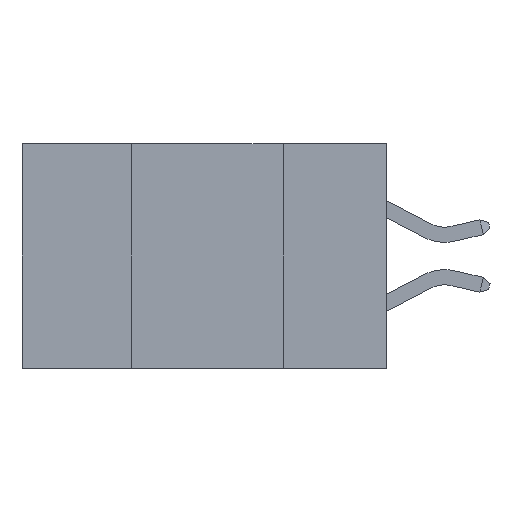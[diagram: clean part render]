
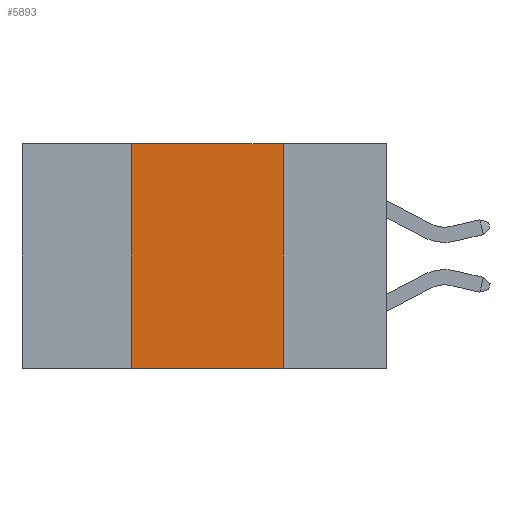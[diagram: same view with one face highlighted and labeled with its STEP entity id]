
A CAD part, left-side view. The second image highlights one B-rep face of the part: STEP entity #5893.
In plain terms, the highlighted planar face has unit normal (-1, 0, 0).
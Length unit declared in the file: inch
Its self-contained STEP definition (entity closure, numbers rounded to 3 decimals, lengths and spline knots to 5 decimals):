
#804 = ORIENTED_EDGE ( 'NONE', *, *, #13939, .F. ) ;
#1040 = ORIENTED_EDGE ( 'NONE', *, *, #13739, .T. ) ;
#1417 = LINE ( 'NONE', #23264, #23461 ) ;
#1868 = DIRECTION ( 'NONE',  ( 0., -1., 0. ) ) ;
#2424 = DIRECTION ( 'NONE',  ( 0., 0., 1. ) ) ;
#2731 = VECTOR ( 'NONE', #12449, 39.37008 ) ;
#3594 = EDGE_LOOP ( 'NONE', ( #4051, #9972, #804, #1040 ) ) ;
#4051 = ORIENTED_EDGE ( 'NONE', *, *, #19595, .F. ) ;
#4363 = FACE_OUTER_BOUND ( 'NONE', #3594, .T. ) ;
#4787 = VERTEX_POINT ( 'NONE', #26347 ) ;
#5893 = ADVANCED_FACE ( 'NONE', ( #4363 ), #6285, .F. ) ;
#6285 = PLANE ( 'NONE',  #12404 ) ;
#8057 = CARTESIAN_POINT ( 'NONE',  ( 0., 0.6, 0. ) ) ;
#9972 = ORIENTED_EDGE ( 'NONE', *, *, #19564, .F. ) ;
#10449 = CARTESIAN_POINT ( 'NONE',  ( 0., 0.6, -0.37 ) ) ;
#10612 = VERTEX_POINT ( 'NONE', #12687 ) ;
#10707 = CARTESIAN_POINT ( 'NONE',  ( 0., 0.17, 0. ) ) ;
#11805 = VECTOR ( 'NONE', #1868, 39.37008 ) ;
#12404 = AXIS2_PLACEMENT_3D ( 'NONE', #16861, #21248, #25753 ) ;
#12449 = DIRECTION ( 'NONE',  ( 0., -1., 0. ) ) ;
#12687 = CARTESIAN_POINT ( 'NONE',  ( 0., 0.42, 0. ) ) ;
#13739 = EDGE_CURVE ( 'NONE', #16000, #4787, #15469, .T. ) ;
#13939 = EDGE_CURVE ( 'NONE', #16000, #10612, #20466, .T. ) ;
#15036 = CARTESIAN_POINT ( 'NONE',  ( 0., 0.42, 0. ) ) ;
#15469 = LINE ( 'NONE', #10449, #11805 ) ;
#16000 = VERTEX_POINT ( 'NONE', #26565 ) ;
#16861 = CARTESIAN_POINT ( 'NONE',  ( 0., 0.6, 0. ) ) ;
#18883 = DIRECTION ( 'NONE',  ( 0., 0., -1. ) ) ;
#19497 = VECTOR ( 'NONE', #2424, 39.37008 ) ;
#19564 = EDGE_CURVE ( 'NONE', #10612, #23781, #21820, .T. ) ;
#19595 = EDGE_CURVE ( 'NONE', #23781, #4787, #1417, .T. ) ;
#20466 = LINE ( 'NONE', #15036, #19497 ) ;
#21248 = DIRECTION ( 'NONE',  ( 1., 0., 0. ) ) ;
#21820 = LINE ( 'NONE', #8057, #2731 ) ;
#23264 = CARTESIAN_POINT ( 'NONE',  ( 0., 0.17, 0. ) ) ;
#23461 = VECTOR ( 'NONE', #18883, 39.37008 ) ;
#23781 = VERTEX_POINT ( 'NONE', #10707 ) ;
#25753 = DIRECTION ( 'NONE',  ( 0., 0., -1. ) ) ;
#26347 = CARTESIAN_POINT ( 'NONE',  ( 0., 0.17, -0.37 ) ) ;
#26565 = CARTESIAN_POINT ( 'NONE',  ( 0., 0.42, -0.37 ) ) ;
